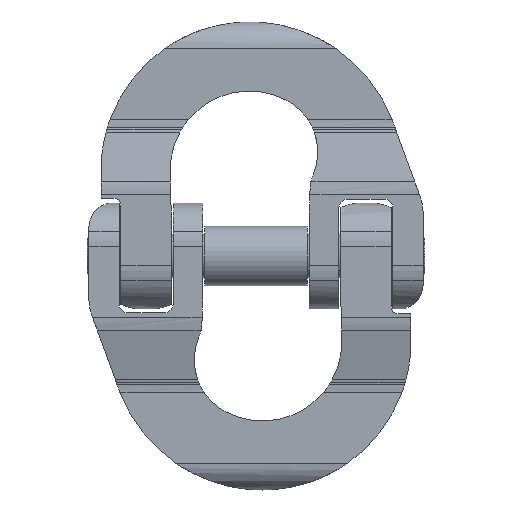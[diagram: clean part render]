
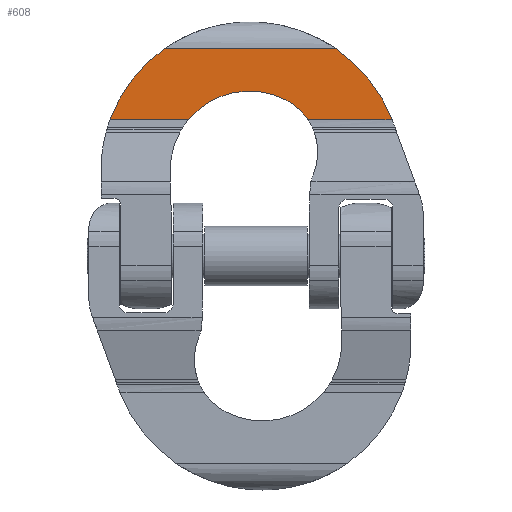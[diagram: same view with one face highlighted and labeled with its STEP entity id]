
A CAD part, front view. The second image highlights one B-rep face of the part: STEP entity #608.
In plain terms, the highlighted planar face has unit normal (0, -1, 0).
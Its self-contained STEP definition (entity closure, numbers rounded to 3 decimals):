
#608=ADVANCED_FACE('',(#1338),#1339,.T.);
#1338=FACE_OUTER_BOUND('',#3736,.T.);
#1339=PLANE('',#3737);
#3736=EDGE_LOOP('',(#6668,#6669,#6670,#6671,#6672,#6673,#6674));
#3737=AXIS2_PLACEMENT_3D('',#6675,#6676,#6677);
#6668=ORIENTED_EDGE('',*,*,#8502,.F.);
#6669=ORIENTED_EDGE('',*,*,#8503,.T.);
#6670=ORIENTED_EDGE('',*,*,#8504,.F.);
#6671=ORIENTED_EDGE('',*,*,#8339,.F.);
#6672=ORIENTED_EDGE('',*,*,#8505,.F.);
#6673=ORIENTED_EDGE('',*,*,#8506,.F.);
#6674=ORIENTED_EDGE('',*,*,#8499,.F.);
#6675=CARTESIAN_POINT('',(93.,9.,119.877));
#6676=DIRECTION('',(0.,-1.0,0.));
#6677=DIRECTION('',(-1.0,0.,0.0));
#8339=EDGE_CURVE('',#9615,#9613,#9617,.T.);
#8499=EDGE_CURVE('',#9865,#9867,#9868,.T.);
#8502=EDGE_CURVE('',#9871,#9865,#9872,.T.);
#8503=EDGE_CURVE('',#9871,#9873,#9874,.T.);
#8504=EDGE_CURVE('',#9613,#9873,#9875,.T.);
#8505=EDGE_CURVE('',#9876,#9615,#9877,.T.);
#8506=EDGE_CURVE('',#9867,#9876,#9878,.T.);
#9613=VERTEX_POINT('',#11830);
#9615=VERTEX_POINT('',#11841);
#9617=LINE('',#11873,#11874);
#9865=VERTEX_POINT('',#13041);
#9867=VERTEX_POINT('',#13046);
#9868=LINE('',#13047,#13048);
#9871=VERTEX_POINT('',#13081);
#9872=CIRCLE('',#13082,88.5);
#9873=VERTEX_POINT('',#13083);
#9874=LINE('',#13084,#13085);
#9875=CIRCLE('',#13086,86.0);
#9876=VERTEX_POINT('',#13087);
#9877=CIRCLE('',#13088,46.0);
#9878=CIRCLE('',#13089,34.0);
#11830=CARTESIAN_POINT('',(-88.277,9.,79.013));
#11841=CARTESIAN_POINT('',(-42.784,9.,79.013));
#11873=CARTESIAN_POINT('',(93.,9.,79.013));
#11874=VECTOR('',#15288,10.0);
#13041=CARTESIAN_POINT('',(75.007,9.,79.013));
#13046=CARTESIAN_POINT('',(26.298,9.,79.013));
#13047=CARTESIAN_POINT('',(93.,9.,79.013));
#13048=VECTOR('',#15413,10.0);
#13081=CARTESIAN_POINT('',(42.712,9.,119.877));
#13082=AXIS2_PLACEMENT_3D('',#15414,#15415,#15416);
#13083=CARTESIAN_POINT('',(-56.928,9.,119.877));
#13084=CARTESIAN_POINT('',(93.,9.,119.877));
#13085=VECTOR('',#15417,10.0);
#13086=AXIS2_PLACEMENT_3D('',#15418,#15419,#15420);
#13087=CARTESIAN_POINT('',(13.583,9.,90.384));
#13088=AXIS2_PLACEMENT_3D('',#15421,#15422,#15423);
#13089=AXIS2_PLACEMENT_3D('',#15424,#15425,#15426);
#15288=DIRECTION('',(-1.0,0.0,0.));
#15413=DIRECTION('',(-1.0,0.0,0.));
#15414=CARTESIAN_POINT('',(-7.5,9.,47.0));
#15415=DIRECTION('',(0.,1.0,0.));
#15416=DIRECTION('',(0.,0.0,-1.0));
#15417=DIRECTION('',(-1.0,0.0,0.));
#15418=CARTESIAN_POINT('',(-7.5,9.,49.5));
#15419=DIRECTION('',(0.,1.0,0.));
#15420=DIRECTION('',(1.0,0.0,0.));
#15421=CARTESIAN_POINT('',(-7.5,9.,49.5));
#15422=DIRECTION('',(0.,-1.0,0.));
#15423=DIRECTION('',(-1.0,0.0,0.));
#15424=CARTESIAN_POINT('',(-2.,9.,60.165));
#15425=DIRECTION('',(0.,-1.0,0.));
#15426=DIRECTION('',(0.458,0.0,0.889));
